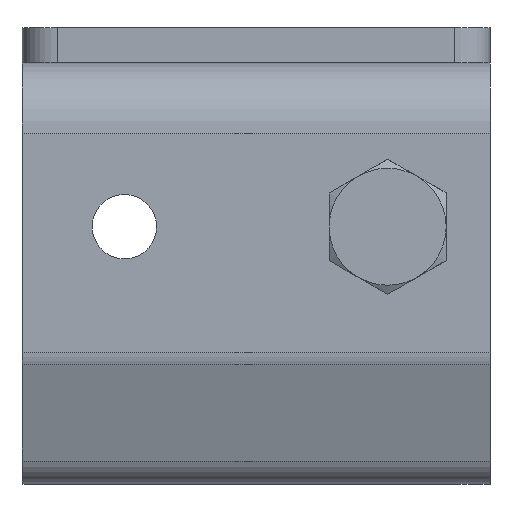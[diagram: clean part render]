
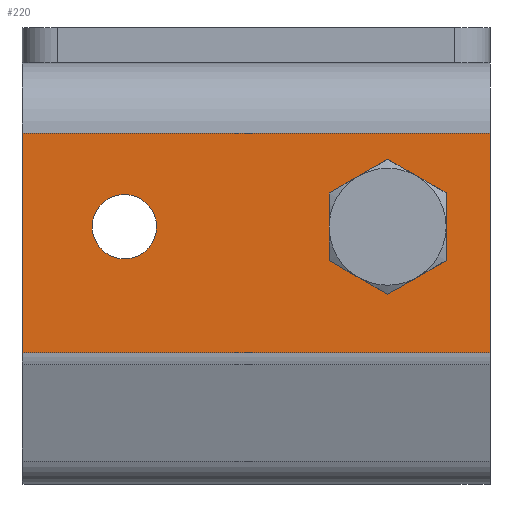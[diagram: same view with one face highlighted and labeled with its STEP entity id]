
A CAD part, front view. The second image highlights one B-rep face of the part: STEP entity #220.
In plain terms, the highlighted face is planar.
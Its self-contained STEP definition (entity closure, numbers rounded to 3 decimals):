
#220=ADVANCED_FACE('',(#465,#466,#467),#468,.T.);
#465=FACE_OUTER_BOUND('',#773,.T.);
#466=FACE_BOUND('',#774,.T.);
#467=FACE_BOUND('',#775,.T.);
#468=PLANE('',#776);
#773=EDGE_LOOP('',(#1207,#1208,#1209,#1210));
#774=EDGE_LOOP('',(#1211));
#775=EDGE_LOOP('',(#1212));
#776=AXIS2_PLACEMENT_3D('',#1213,#1214,#1215);
#1207=ORIENTED_EDGE('',*,*,#1756,.F.);
#1208=ORIENTED_EDGE('',*,*,#1864,.F.);
#1209=ORIENTED_EDGE('',*,*,#1819,.T.);
#1210=ORIENTED_EDGE('',*,*,#1865,.T.);
#1211=ORIENTED_EDGE('',*,*,#1866,.F.);
#1212=ORIENTED_EDGE('',*,*,#1840,.T.);
#1213=CARTESIAN_POINT('',(-19.,30.,-40.));
#1214=DIRECTION('',(-1.,0.,0.));
#1215=DIRECTION('',(0.,0.,1.));
#1756=EDGE_CURVE('',#2063,#2065,#2066,.T.);
#1819=EDGE_CURVE('',#2184,#2182,#2185,.T.);
#1840=EDGE_CURVE('',#2220,#2220,#2221,.T.);
#1864=EDGE_CURVE('',#2184,#2063,#2254,.T.);
#1865=EDGE_CURVE('',#2182,#2065,#2255,.T.);
#1866=EDGE_CURVE('',#2256,#2256,#2257,.T.);
#2063=VERTEX_POINT('',#2520);
#2065=VERTEX_POINT('',#2522);
#2066=LINE('',#2523,#2524);
#2182=VERTEX_POINT('',#2685);
#2184=VERTEX_POINT('',#2687);
#2185=LINE('',#2688,#2689);
#2220=VERTEX_POINT('',#2739);
#2221=CIRCLE('',#2740,2.75);
#2254=LINE('',#2783,#2784);
#2255=LINE('',#2785,#2786);
#2256=VERTEX_POINT('',#2787);
#2257=CIRCLE('',#2788,2.8);
#2520=CARTESIAN_POINT('',(-19.,30.,0.));
#2522=CARTESIAN_POINT('',(-19.,11.242,0.));
#2523=CARTESIAN_POINT('',(-19.,30.,0.));
#2524=VECTOR('',#3072,1.);
#2685=CARTESIAN_POINT('',(-19.,11.242,-40.));
#2687=CARTESIAN_POINT('',(-19.,30.,-40.));
#2688=CARTESIAN_POINT('',(-19.,30.,-40.));
#2689=VECTOR('',#3171,1.);
#2739=CARTESIAN_POINT('',(-19.,22.,-34.));
#2740=AXIS2_PLACEMENT_3D('',#3205,#3206,#3207);
#2783=CARTESIAN_POINT('',(-19.,30.,-40.));
#2784=VECTOR('',#3239,1.);
#2785=CARTESIAN_POINT('',(-19.,11.242,-40.));
#2786=VECTOR('',#3240,1.);
#2787=CARTESIAN_POINT('',(-19.,22.,-5.95));
#2788=AXIS2_PLACEMENT_3D('',#3241,#3242,#3243);
#3072=DIRECTION('',(0.,-1.,0.));
#3171=DIRECTION('',(0.,-1.,0.));
#3205=CARTESIAN_POINT('',(-19.,22.,-31.25));
#3206=DIRECTION('',(1.,0.,0.));
#3207=DIRECTION('',(0.,0.,-1.));
#3239=DIRECTION('',(0.,0.,1.));
#3240=DIRECTION('',(0.,0.,1.));
#3241=CARTESIAN_POINT('',(-19.,22.,-8.75));
#3242=DIRECTION('',(-1.,0.,0.));
#3243=DIRECTION('',(0.,0.,1.));
